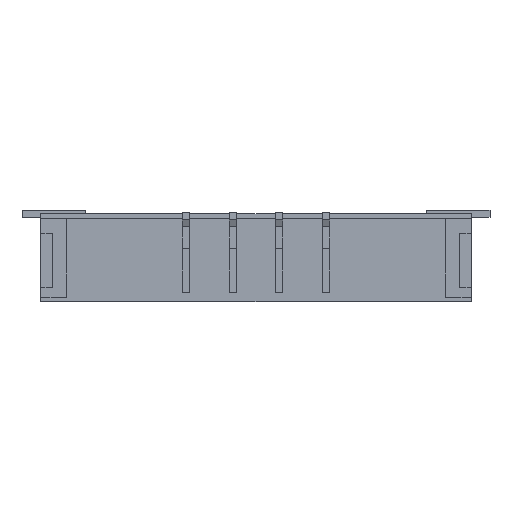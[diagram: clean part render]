
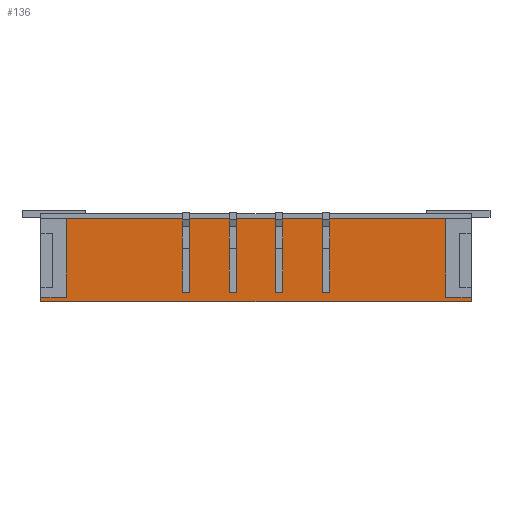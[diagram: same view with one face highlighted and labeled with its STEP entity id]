
A CAD part, front view. The second image highlights one B-rep face of the part: STEP entity #136.
In plain terms, the highlighted planar face has unit normal (0, -1, 0).
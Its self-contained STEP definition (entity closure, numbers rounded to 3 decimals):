
#136=ADVANCED_FACE('',(#722),#723,.T.);
#722=FACE_OUTER_BOUND('',#1714,.T.);
#723=PLANE('',#1715);
#1714=EDGE_LOOP('',(#3402,#3403,#3404,#3405,#3406,#3407,#3408,#3409,#3410,#3411,#3412,#3413,#3414,#3415,#3416,#3417,#3418,#3419,#3420,#3421,#3422,#3423,#3424,#3425));
#1715=AXIS2_PLACEMENT_3D('',#3426,#3427,#3428);
#3402=ORIENTED_EDGE('',*,*,#7360,.F.);
#3403=ORIENTED_EDGE('',*,*,#7361,.T.);
#3404=ORIENTED_EDGE('',*,*,#7362,.F.);
#3405=ORIENTED_EDGE('',*,*,#7363,.F.);
#3406=ORIENTED_EDGE('',*,*,#7364,.F.);
#3407=ORIENTED_EDGE('',*,*,#7365,.T.);
#3408=ORIENTED_EDGE('',*,*,#7366,.F.);
#3409=ORIENTED_EDGE('',*,*,#7367,.F.);
#3410=ORIENTED_EDGE('',*,*,#7368,.F.);
#3411=ORIENTED_EDGE('',*,*,#7369,.T.);
#3412=ORIENTED_EDGE('',*,*,#7370,.F.);
#3413=ORIENTED_EDGE('',*,*,#7337,.F.);
#3414=ORIENTED_EDGE('',*,*,#7371,.F.);
#3415=ORIENTED_EDGE('',*,*,#7372,.F.);
#3416=ORIENTED_EDGE('',*,*,#7373,.F.);
#3417=ORIENTED_EDGE('',*,*,#7374,.T.);
#3418=ORIENTED_EDGE('',*,*,#7375,.T.);
#3419=ORIENTED_EDGE('',*,*,#7376,.F.);
#3420=ORIENTED_EDGE('',*,*,#7377,.F.);
#3421=ORIENTED_EDGE('',*,*,#7378,.T.);
#3422=ORIENTED_EDGE('',*,*,#7379,.F.);
#3423=ORIENTED_EDGE('',*,*,#7380,.T.);
#3424=ORIENTED_EDGE('',*,*,#7381,.F.);
#3425=ORIENTED_EDGE('',*,*,#7382,.F.);
#3426=CARTESIAN_POINT('',(-4.6,0.35,-1.78));
#3427=DIRECTION('',(0.0,-1.0,0.0));
#3428=DIRECTION('',(0.0,0.0,-1.0));
#7337=EDGE_CURVE('',#9103,#9085,#9105,.T.);
#7360=EDGE_CURVE('',#9148,#9149,#9150,.T.);
#7361=EDGE_CURVE('',#9148,#9151,#9152,.T.);
#7362=EDGE_CURVE('',#9153,#9151,#9154,.T.);
#7363=EDGE_CURVE('',#9155,#9153,#9156,.T.);
#7364=EDGE_CURVE('',#9157,#9155,#9158,.T.);
#7365=EDGE_CURVE('',#9157,#9159,#9160,.T.);
#7366=EDGE_CURVE('',#9161,#9159,#9162,.T.);
#7367=EDGE_CURVE('',#9163,#9161,#9164,.T.);
#7368=EDGE_CURVE('',#9165,#9163,#9166,.T.);
#7369=EDGE_CURVE('',#9165,#9167,#9168,.T.);
#7370=EDGE_CURVE('',#9085,#9167,#9169,.T.);
#7371=EDGE_CURVE('',#9170,#9103,#9171,.T.);
#7372=EDGE_CURVE('',#9172,#9170,#9173,.T.);
#7373=EDGE_CURVE('',#9174,#9172,#9175,.T.);
#7374=EDGE_CURVE('',#9174,#9176,#9177,.T.);
#7375=EDGE_CURVE('',#9176,#9178,#9179,.T.);
#7376=EDGE_CURVE('',#9180,#9178,#9181,.T.);
#7377=EDGE_CURVE('',#9182,#9180,#9183,.T.);
#7378=EDGE_CURVE('',#9182,#9184,#9185,.T.);
#7379=EDGE_CURVE('',#9186,#9184,#9187,.T.);
#7380=EDGE_CURVE('',#9186,#9188,#9189,.T.);
#7381=EDGE_CURVE('',#9190,#9188,#9191,.T.);
#7382=EDGE_CURVE('',#9149,#9190,#9192,.T.);
#9085=VERTEX_POINT('',#11831);
#9103=VERTEX_POINT('',#11858);
#9105=LINE('',#11861,#11862);
#9148=VERTEX_POINT('',#11919);
#9149=VERTEX_POINT('',#11920);
#9150=LINE('',#11921,#11922);
#9151=VERTEX_POINT('',#11923);
#9152=LINE('',#11924,#11925);
#9153=VERTEX_POINT('',#11926);
#9154=LINE('',#11927,#11928);
#9155=VERTEX_POINT('',#11929);
#9156=LINE('',#11930,#11931);
#9157=VERTEX_POINT('',#11932);
#9158=LINE('',#11933,#11934);
#9159=VERTEX_POINT('',#11935);
#9160=LINE('',#11936,#11937);
#9161=VERTEX_POINT('',#11938);
#9162=LINE('',#11939,#11940);
#9163=VERTEX_POINT('',#11941);
#9164=LINE('',#11942,#11943);
#9165=VERTEX_POINT('',#11944);
#9166=LINE('',#11945,#11946);
#9167=VERTEX_POINT('',#11947);
#9168=LINE('',#11948,#11949);
#9169=LINE('',#11950,#11951);
#9170=VERTEX_POINT('',#11952);
#9171=LINE('',#11953,#11954);
#9172=VERTEX_POINT('',#11955);
#9173=LINE('',#11956,#11957);
#9174=VERTEX_POINT('',#11958);
#9175=LINE('',#11959,#11960);
#9176=VERTEX_POINT('',#11961);
#9177=LINE('',#11962,#11963);
#9178=VERTEX_POINT('',#11964);
#9179=LINE('',#11965,#11966);
#9180=VERTEX_POINT('',#11967);
#9181=LINE('',#11968,#11969);
#9182=VERTEX_POINT('',#11970);
#9183=LINE('',#11971,#11972);
#9184=VERTEX_POINT('',#11973);
#9185=LINE('',#11974,#11975);
#9186=VERTEX_POINT('',#11976);
#9187=LINE('',#11977,#11978);
#9188=VERTEX_POINT('',#11979);
#9189=LINE('',#11980,#11981);
#9190=VERTEX_POINT('',#11982);
#9191=LINE('',#11983,#11984);
#9192=LINE('',#11985,#11986);
#11831=CARTESIAN_POINT('',(-1.576,0.35,-1.68));
#11858=CARTESIAN_POINT('',(-1.576,0.35,-0.1));
#11861=CARTESIAN_POINT('',(-1.576,0.35,-0.1));
#11862=VECTOR('',#15105,1.58);
#11919=CARTESIAN_POINT('',(0.576,0.35,-0.1));
#11920=CARTESIAN_POINT('',(1.424,0.35,-0.1));
#11921=CARTESIAN_POINT('',(0.576,0.35,-0.1));
#11922=VECTOR('',#15144,0.848);
#11923=CARTESIAN_POINT('',(0.576,0.35,-1.68));
#11924=CARTESIAN_POINT('',(0.576,0.35,-0.1));
#11925=VECTOR('',#15145,1.58);
#11926=CARTESIAN_POINT('',(0.424,0.35,-1.68));
#11927=CARTESIAN_POINT('',(0.424,0.35,-1.68));
#11928=VECTOR('',#15146,0.152);
#11929=CARTESIAN_POINT('',(0.424,0.35,-0.1));
#11930=CARTESIAN_POINT('',(0.424,0.35,-0.1));
#11931=VECTOR('',#15147,1.58);
#11932=CARTESIAN_POINT('',(-0.424,0.35,-0.1));
#11933=CARTESIAN_POINT('',(-0.424,0.35,-0.1));
#11934=VECTOR('',#15148,0.848);
#11935=CARTESIAN_POINT('',(-0.424,0.35,-1.68));
#11936=CARTESIAN_POINT('',(-0.424,0.35,-0.1));
#11937=VECTOR('',#15149,1.58);
#11938=CARTESIAN_POINT('',(-0.576,0.35,-1.68));
#11939=CARTESIAN_POINT('',(-0.576,0.35,-1.68));
#11940=VECTOR('',#15150,0.152);
#11941=CARTESIAN_POINT('',(-0.576,0.35,-0.1));
#11942=CARTESIAN_POINT('',(-0.576,0.35,-0.1));
#11943=VECTOR('',#15151,1.58);
#11944=CARTESIAN_POINT('',(-1.424,0.35,-0.1));
#11945=CARTESIAN_POINT('',(-1.424,0.35,-0.1));
#11946=VECTOR('',#15152,0.848);
#11947=CARTESIAN_POINT('',(-1.424,0.35,-1.68));
#11948=CARTESIAN_POINT('',(-1.424,0.35,-0.1));
#11949=VECTOR('',#15153,1.58);
#11950=CARTESIAN_POINT('',(-1.576,0.35,-1.68));
#11951=VECTOR('',#15154,0.152);
#11952=CARTESIAN_POINT('',(-4.05,0.35,-0.1));
#11953=CARTESIAN_POINT('',(-4.05,0.35,-0.1));
#11954=VECTOR('',#15155,2.474);
#11955=CARTESIAN_POINT('',(-4.05,0.35,-1.78));
#11956=CARTESIAN_POINT('',(-4.05,0.35,-1.78));
#11957=VECTOR('',#15156,1.68);
#11958=CARTESIAN_POINT('',(-4.6,0.35,-1.78));
#11959=CARTESIAN_POINT('',(-4.6,0.35,-1.78));
#11960=VECTOR('',#15157,0.55);
#11961=CARTESIAN_POINT('',(-4.6,0.35,-1.88));
#11962=CARTESIAN_POINT('',(-4.6,0.35,-1.78));
#11963=VECTOR('',#15158,0.1);
#11964=CARTESIAN_POINT('',(4.6,0.35,-1.88));
#11965=CARTESIAN_POINT('',(-4.6,0.35,-1.88));
#11966=VECTOR('',#15159,9.2);
#11967=CARTESIAN_POINT('',(4.6,0.35,-1.78));
#11968=CARTESIAN_POINT('',(4.6,0.35,-1.78));
#11969=VECTOR('',#15160,0.1);
#11970=CARTESIAN_POINT('',(4.05,0.35,-1.78));
#11971=CARTESIAN_POINT('',(4.05,0.35,-1.78));
#11972=VECTOR('',#15161,0.55);
#11973=CARTESIAN_POINT('',(4.05,0.35,-0.1));
#11974=CARTESIAN_POINT('',(4.05,0.35,-1.78));
#11975=VECTOR('',#15162,1.68);
#11976=CARTESIAN_POINT('',(1.576,0.35,-0.1));
#11977=CARTESIAN_POINT('',(1.576,0.35,-0.1));
#11978=VECTOR('',#15163,2.474);
#11979=CARTESIAN_POINT('',(1.576,0.35,-1.68));
#11980=CARTESIAN_POINT('',(1.576,0.35,-0.1));
#11981=VECTOR('',#15164,1.58);
#11982=CARTESIAN_POINT('',(1.424,0.35,-1.68));
#11983=CARTESIAN_POINT('',(1.424,0.35,-1.68));
#11984=VECTOR('',#15165,0.152);
#11985=CARTESIAN_POINT('',(1.424,0.35,-0.1));
#11986=VECTOR('',#15166,1.58);
#15105=DIRECTION('',(0.0,0.0,-1.0));
#15144=DIRECTION('',(1.0,0.0,0.0));
#15145=DIRECTION('',(0.0,0.0,-1.0));
#15146=DIRECTION('',(1.0,0.0,0.0));
#15147=DIRECTION('',(0.0,0.0,-1.0));
#15148=DIRECTION('',(1.0,0.0,0.0));
#15149=DIRECTION('',(0.0,0.0,-1.0));
#15150=DIRECTION('',(1.0,0.0,0.0));
#15151=DIRECTION('',(0.0,0.0,-1.0));
#15152=DIRECTION('',(1.0,0.0,0.0));
#15153=DIRECTION('',(0.0,0.0,-1.0));
#15154=DIRECTION('',(1.0,0.0,0.0));
#15155=DIRECTION('',(1.0,0.0,0.0));
#15156=DIRECTION('',(0.0,0.0,1.0));
#15157=DIRECTION('',(1.0,0.0,0.0));
#15158=DIRECTION('',(0.0,0.0,-1.0));
#15159=DIRECTION('',(1.0,0.0,0.0));
#15160=DIRECTION('',(0.0,0.0,-1.0));
#15161=DIRECTION('',(1.0,0.0,0.0));
#15162=DIRECTION('',(0.0,0.0,1.0));
#15163=DIRECTION('',(1.0,0.0,0.0));
#15164=DIRECTION('',(0.0,0.0,-1.0));
#15165=DIRECTION('',(1.0,0.0,0.0));
#15166=DIRECTION('',(0.0,0.0,-1.0));
